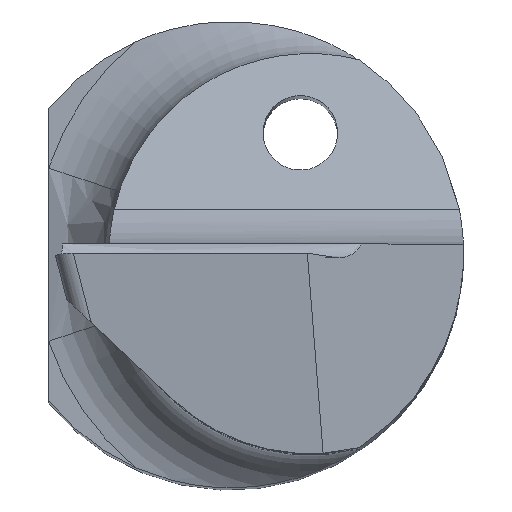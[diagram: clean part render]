
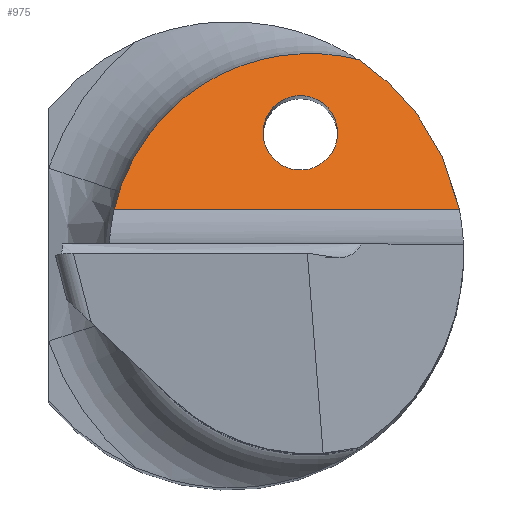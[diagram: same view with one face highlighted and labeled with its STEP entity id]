
A CAD part, top view. The second image highlights one B-rep face of the part: STEP entity #975.
In plain terms, the highlighted planar face has unit normal (0, 0.766, 0.643).
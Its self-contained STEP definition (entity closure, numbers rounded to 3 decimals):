
#24 = CARTESIAN_POINT ( 'NONE',  ( 2.455, 0.474, 21.054 ) ) ;
#26 = DIRECTION ( 'NONE',  ( 0., 0.643, -0.766 ) ) ;
#51 = CARTESIAN_POINT ( 'NONE',  ( 1.55, 0.899, 20.548 ) ) ;
#61 = CARTESIAN_POINT ( 'NONE',  ( -0.05, 0.899, 20.548 ) ) ;
#72 = CARTESIAN_POINT ( 'NONE',  ( 1.55, 1.699, 19.594 ) ) ;
#90 = EDGE_LOOP ( 'NONE', ( #626, #287, #785 ) ) ;
#115 =( BOUNDED_CURVE ( )  B_SPLINE_CURVE ( 3, ( #354, #867, #188, #933 ),
 .UNSPECIFIED., .F., .T. ) 
 B_SPLINE_CURVE_WITH_KNOTS ( ( 4, 4 ),
 ( 6.033, 7.632 ),
 .UNSPECIFIED. ) 
 CURVE ( )  GEOMETRIC_REPRESENTATION_ITEM ( )  RATIONAL_B_SPLINE_CURVE ( ( 1., 0.798, 0.798, 1. ) ) 
 REPRESENTATION_ITEM ( '' )  );
#127 = CARTESIAN_POINT ( 'NONE',  ( 0.75, 1.699, 19.594 ) ) ;
#163 = CARTESIAN_POINT ( 'NONE',  ( 0.75, 1.699, 19.594 ) ) ;
#177 = EDGE_LOOP ( 'NONE', ( #699 ) ) ;
#188 = CARTESIAN_POINT ( 'NONE',  ( -0.963, 1.73, 19.558 ) ) ;
#207 = EDGE_CURVE ( 'NONE', #929, #929, #427, .T. ) ;
#212 = CARTESIAN_POINT ( 'NONE',  ( 2.5, 0.474, 21.054 ) ) ;
#262 = DIRECTION ( 'NONE',  ( 0., -0.766, -0.643 ) ) ;
#287 = ORIENTED_EDGE ( 'NONE', *, *, #396, .T. ) ;
#310 = EDGE_CURVE ( 'NONE', #883, #713, #115, .T. ) ;
#332 = FACE_BOUND ( 'NONE', #177, .T. ) ;
#354 = CARTESIAN_POINT ( 'NONE',  ( 1.382, 2.083, 19.137 ) ) ;
#360 = CARTESIAN_POINT ( 'NONE',  ( -1.247, 0.474, 21.054 ) ) ;
#396 = EDGE_CURVE ( 'NONE', #856, #883, #726, .T. ) ;
#397 = PLANE ( 'NONE',  #410 ) ;
#410 = AXIS2_PLACEMENT_3D ( 'NONE', #631, #262, #26 ) ;
#419 = CARTESIAN_POINT ( 'NONE',  ( 2.326, 1.142, 20.259 ) ) ;
#427 =( BOUNDED_CURVE ( )  B_SPLINE_CURVE ( 3, ( #127, #72, #51, #447, #61, #656, #452 ),
 .UNSPECIFIED., .T., .T. ) 
 B_SPLINE_CURVE_WITH_KNOTS ( ( 4, 3, 4 ),
 ( 0., 3.142, 6.283 ),
 .UNSPECIFIED. ) 
 CURVE ( )  GEOMETRIC_REPRESENTATION_ITEM ( )  RATIONAL_B_SPLINE_CURVE ( ( 1., 0.333, 0.333, 1., 0.333, 0.333, 1. ) ) 
 REPRESENTATION_ITEM ( '' )  );
#447 = CARTESIAN_POINT ( 'NONE',  ( 0.75, 0.899, 20.548 ) ) ;
#452 = CARTESIAN_POINT ( 'NONE',  ( 0.75, 1.699, 19.594 ) ) ;
#498 = EDGE_CURVE ( 'NONE', #856, #713, #606, .T. ) ;
#528 = VECTOR ( 'NONE', #982, 1000. ) ;
#579 = CARTESIAN_POINT ( 'NONE',  ( 1.382, 2.083, 19.137 ) ) ;
#582 = CARTESIAN_POINT ( 'NONE',  ( 1.949, 1.707, 19.585 ) ) ;
#606 = LINE ( 'NONE', #212, #528 ) ;
#610 = CARTESIAN_POINT ( 'NONE',  ( 2.455, 0.474, 21.054 ) ) ;
#626 = ORIENTED_EDGE ( 'NONE', *, *, #498, .F. ) ;
#631 = CARTESIAN_POINT ( 'NONE',  ( 2.5, 0.474, 21.054 ) ) ;
#636 = FACE_OUTER_BOUND ( 'NONE', #90, .T. ) ;
#656 = CARTESIAN_POINT ( 'NONE',  ( -0.05, 1.699, 19.594 ) ) ;
#699 = ORIENTED_EDGE ( 'NONE', *, *, #207, .T. ) ;
#713 = VERTEX_POINT ( 'NONE', #360 ) ;
#726 =( BOUNDED_CURVE ( )  B_SPLINE_CURVE ( 3, ( #24, #419, #582, #579 ),
 .UNSPECIFIED., .F., .T. ) 
 B_SPLINE_CURVE_WITH_KNOTS ( ( 4, 4 ),
 ( 4.903, 5.697 ),
 .UNSPECIFIED. ) 
 CURVE ( )  GEOMETRIC_REPRESENTATION_ITEM ( )  RATIONAL_B_SPLINE_CURVE ( ( 1., 0.948, 0.948, 1. ) ) 
 REPRESENTATION_ITEM ( '' )  );
#785 = ORIENTED_EDGE ( 'NONE', *, *, #310, .T. ) ;
#856 = VERTEX_POINT ( 'NONE', #610 ) ;
#867 = CARTESIAN_POINT ( 'NONE',  ( 0.135, 2.402, 18.757 ) ) ;
#883 = VERTEX_POINT ( 'NONE', #905 ) ;
#905 = CARTESIAN_POINT ( 'NONE',  ( 1.382, 2.083, 19.137 ) ) ;
#929 = VERTEX_POINT ( 'NONE', #163 ) ;
#933 = CARTESIAN_POINT ( 'NONE',  ( -1.247, 0.474, 21.054 ) ) ;
#975 = ADVANCED_FACE ( 'NONE', ( #332, #636 ), #397, .F. ) ;
#982 = DIRECTION ( 'NONE',  ( -1., 0., 0. ) ) ;
